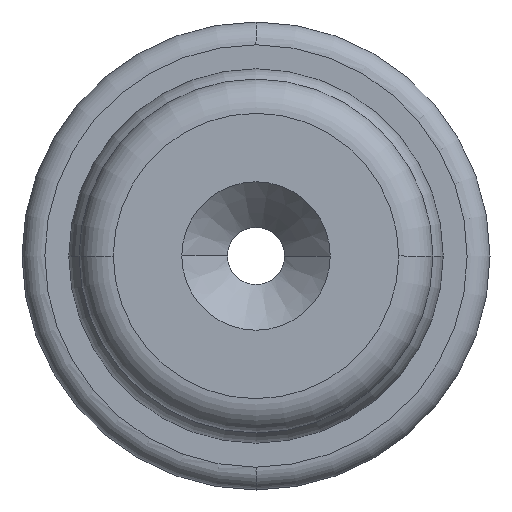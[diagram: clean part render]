
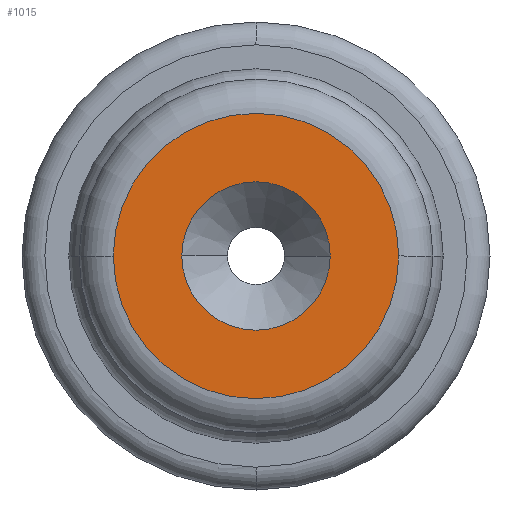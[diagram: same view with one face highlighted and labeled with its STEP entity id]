
A CAD part, front view. The second image highlights one B-rep face of the part: STEP entity #1015.
In plain terms, the highlighted planar face has unit normal (0, -1, 0).
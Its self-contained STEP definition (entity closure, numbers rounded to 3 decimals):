
#1=CARTESIAN_POINT('',(0.,0.,0.));
#2=DIRECTION('',(0.,1.,0.));
#3=DIRECTION('',(-1.,0.,0.006));
#4=AXIS2_PLACEMENT_3D('',#1,#2,#3);
#6=CARTESIAN_POINT('',(0.,0.,0.));
#7=DIRECTION('',(0.,1.,0.));
#8=DIRECTION('',(1.,0.,-0.006));
#9=AXIS2_PLACEMENT_3D('',#6,#7,#8);
#11=CARTESIAN_POINT('',(0.,0.,0.));
#12=DIRECTION('',(0.,-1.,0.));
#13=DIRECTION('',(1.,0.,0.));
#14=AXIS2_PLACEMENT_3D('',#11,#12,#13);
#16=CARTESIAN_POINT('',(0.,0.,0.));
#17=DIRECTION('',(0.,-1.,0.));
#18=DIRECTION('',(-1.,0.,0.));
#19=AXIS2_PLACEMENT_3D('',#16,#17,#18);
#21=CARTESIAN_POINT('',(0.,0.,0.));
#22=DIRECTION('',(0.,-1.,0.));
#23=DIRECTION('',(-1.,0.,0.006));
#24=AXIS2_PLACEMENT_3D('',#21,#22,#23);
#31=CARTESIAN_POINT('',(0.,0.,0.));
#32=DIRECTION('',(0.,-1.,0.));
#33=DIRECTION('',(1.,0.,-0.006));
#34=AXIS2_PLACEMENT_3D('',#31,#32,#33);
#803=CARTESIAN_POINT('',(-2.5,0.,0.016));
#804=CARTESIAN_POINT('',(2.5,0.,0.));
#805=VERTEX_POINT('',#803);
#806=VERTEX_POINT('',#804);
#807=CARTESIAN_POINT('',(-2.5,0.,0.));
#808=VERTEX_POINT('',#807);
#809=CARTESIAN_POINT('',(2.5,0.,-0.016));
#810=VERTEX_POINT('',#809);
#811=CARTESIAN_POINT('',(1.3,0.,0.));
#812=CARTESIAN_POINT('',(-1.3,0.,0.));
#813=VERTEX_POINT('',#811);
#814=VERTEX_POINT('',#812);
#994=CARTESIAN_POINT('',(0.,0.,0.));
#995=DIRECTION('',(0.,1.,0.));
#996=DIRECTION('',(1.,0.,0.));
#997=AXIS2_PLACEMENT_3D('',#994,#995,#996);
#998=PLANE('',#997);
#1000=ORIENTED_EDGE('',*,*,#999,.F.);
#1002=ORIENTED_EDGE('',*,*,#1001,.T.);
#1004=ORIENTED_EDGE('',*,*,#1003,.F.);
#1006=ORIENTED_EDGE('',*,*,#1005,.T.);
#1007=EDGE_LOOP('',(#1000,#1002,#1004,#1006));
#1008=FACE_OUTER_BOUND('',#1007,.F.);
#1010=ORIENTED_EDGE('',*,*,#1009,.T.);
#1012=ORIENTED_EDGE('',*,*,#1011,.T.);
#1013=EDGE_LOOP('',(#1010,#1012));
#1014=FACE_BOUND('',#1013,.F.);
#1015=ADVANCED_FACE('',(#1008,#1014),#998,.F.);
#5=CIRCLE('',#4,2.5);
#10=CIRCLE('',#9,2.5);
#15=CIRCLE('',#14,1.3);
#20=CIRCLE('',#19,1.3);
#25=CIRCLE('',#24,2.5);
#35=CIRCLE('',#34,2.5);
#999=EDGE_CURVE('',#805,#808,#25,.T.);
#1001=EDGE_CURVE('',#805,#806,#5,.T.);
#1003=EDGE_CURVE('',#810,#806,#35,.T.);
#1005=EDGE_CURVE('',#810,#808,#10,.T.);
#1009=EDGE_CURVE('',#813,#814,#15,.T.);
#1011=EDGE_CURVE('',#814,#813,#20,.T.);
